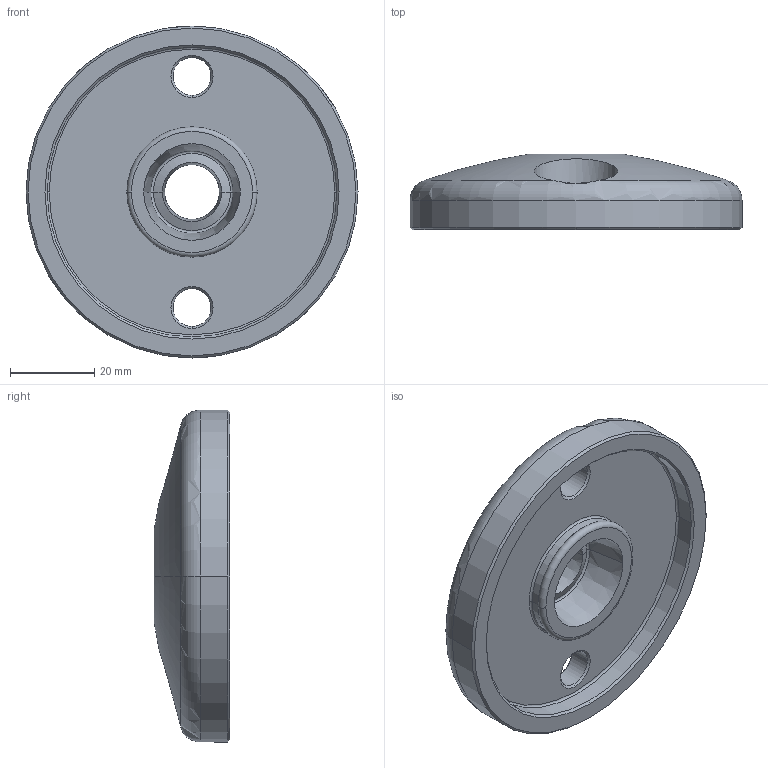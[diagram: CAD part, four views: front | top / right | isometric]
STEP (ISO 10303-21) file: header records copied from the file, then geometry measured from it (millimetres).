
FILE_DESCRIPTION (( 'STEP AP214' ), '1' );
FILE_NAME ('098a080eb.STEP', '2014-08-12T09:04:05', ( '' ), ( '' ), 'SwSTEP 2.0', 'SolidWorks 2014', '' );
FILE_SCHEMA (( 'AUTOMOTIVE_DESIGN' ));
Length unit declared in the file: millimetre
Products named in the file (1): 098a080eb
Bounding box: 79 x 18 x 79 mm (x, y, z)
Volume: 46779.2 mm3; surface area: 14647.9 mm2
Topology: 1 solids, 1 shells, 53 faces, 128 edges, 78 vertices
Faces by surface type: cone 18, cylinder 16, torus 12, plane 5, sphere 2
Entity records: 1784 total; most frequent: CARTESIAN_POINT 446, DIRECTION 312, ORIENTED_EDGE 256, AXIS2_PLACEMENT_3D 140, EDGE_CURVE 128, CIRCLE 86, VERTEX_POINT 78, EDGE_LOOP 60
